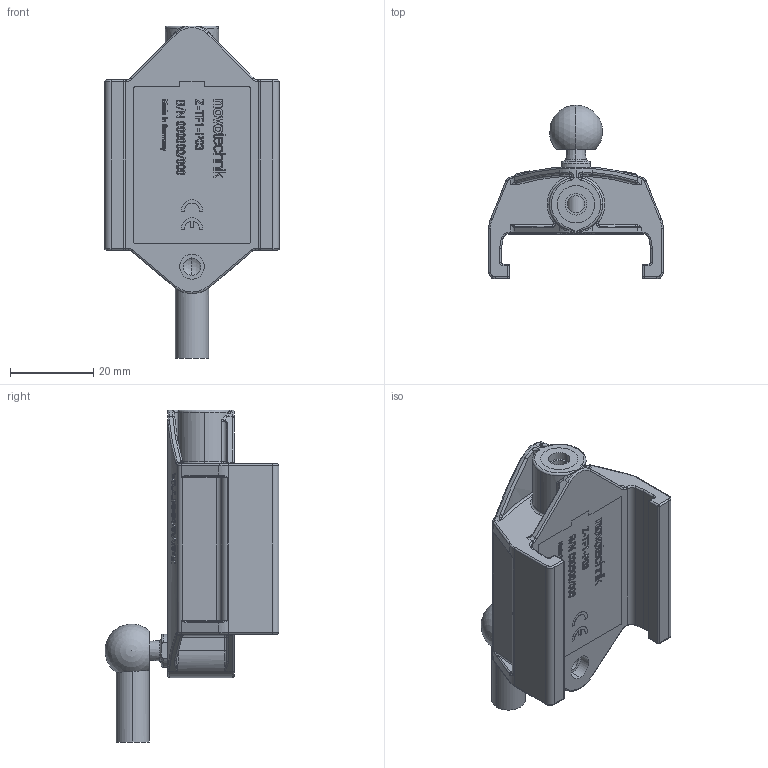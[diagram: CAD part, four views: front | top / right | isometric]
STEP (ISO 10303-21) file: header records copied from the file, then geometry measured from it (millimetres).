
FILE_DESCRIPTION (( 'STEP AP214' ), '1' );
FILE_NAME ('Z-TF1-P03.STEP', '2017-08-03T06:47:55', ( 'dummy' ), ( 'Microsoft' ), 'SwSTEP 2.0', 'SolidWorks 2014', '' );
FILE_SCHEMA (( 'AUTOMOTIVE_DESIGN' ));
Length unit declared in the file: millimetre
Products named in the file (1): Z-TF1-P03
Bounding box: 42 x 41.89 x 80 mm (x, y, z)
Surface area: 11285 mm2 (no closed solid volume)
Topology: 0 solids, 9 shells, 998 faces, 3484 edges, 2389 vertices
Faces by surface type: plane 447, bspline 317, cylinder 144, torus 76, sphere 8, cone 6
Entity records: 64052 total; most frequent: CARTESIAN_POINT 26946, ORIENTED_EDGE 5690, DIRECTION 4109, EDGE_CURVE 3445, VERTEX_POINT 2382, VECTOR 1797, LINE 1797, AXIS2_PLACEMENT_3D 1156
